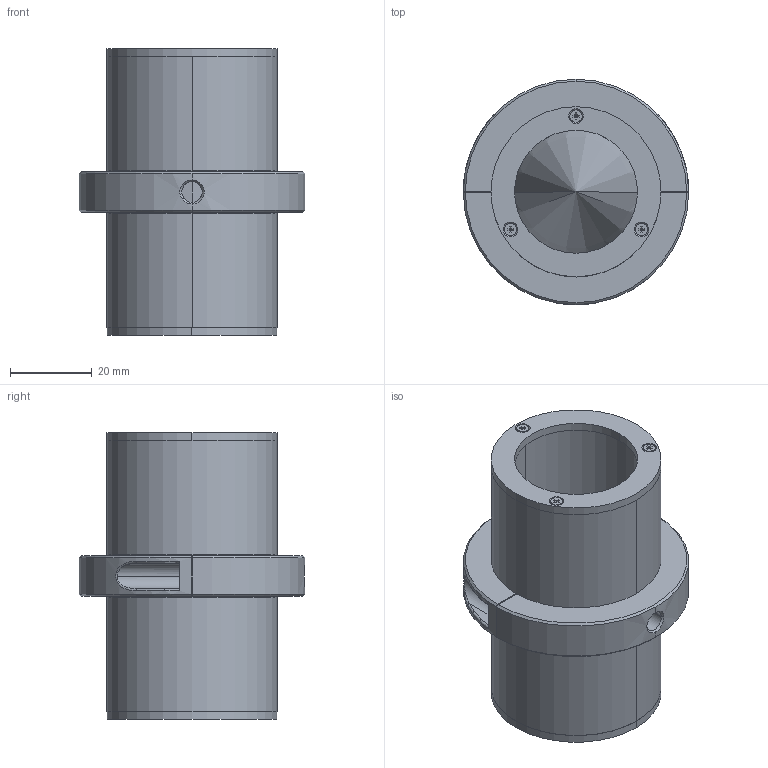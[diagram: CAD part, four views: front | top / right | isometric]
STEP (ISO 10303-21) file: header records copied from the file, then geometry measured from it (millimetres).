
FILE_DESCRIPTION (( 'STEP AP214' ), '1' );
FILE_NAME ('6839-LBD-T-30-AS01.STEP', '2019-05-20T12:22:27', ( '' ), ( '' ), 'SwSTEP 2.0', 'SolidWorks 2017', '' );
FILE_SCHEMA (( 'AUTOMOTIVE_DESIGN' ));
Length unit declared in the file: millimetre
Products named in the file (24): 6839-LBD-T-30-AS01; 6839-LBD-T-30-Tube Holder2; countersunk flat head cross recess screw_din; 6839-LBD-T-30-Tube Holder1; 6839-LBD-T-30-Ring; countersunk flat head cross recess screw_din_DIN EN ISO 7046-1 - M1.6 x 6 - Z - 6N; 6839-LBD-T-30-Back; 6839-LBD-T-30-Tube; socket countersunk head screw_din; 6839-LBD-T-30-Cone; socket countersunk head screw_din_DIN 7991 - M3 x 8 --- 8N
Assembly tree (15 placements, depth 2):
  6839-LBD-T-30-AS01
    6839-LBD-T-30-Tube
    6839-LBD-T-30-Ring
    6839-LBD-T-30-Back
    6839-LBD-T-30-Cone
    6839-LBD-T-30-Tube Holder1
    6839-LBD-T-30-Tube Holder2
    socket countersunk head screw_din_DIN 7991 - M3 x 8 --- 8N  x3
    countersunk flat head cross recess screw_din_DIN EN ISO 7046-1 - M1.6 x 6 - Z - 6N  x6
  6839-LBD-T-30-Tube Holder2
  countersunk flat head cross recess screw_din
  6839-LBD-T-30-Tube Holder1
  countersunk flat head cross recess screw_din
Bounding box: 55 x 55 x 70 mm (x, y, z)
Volume: 55040.8 mm3; surface area: 32060.9 mm2
Topology: 15 solids, 15 shells, 488 faces, 1122 edges, 644 vertices
Faces by surface type: plane 197, cone 164, cylinder 99, torus 22, bspline 6
Entity records: 9986 total; most frequent: CARTESIAN_POINT 3956, DIRECTION 1184, ORIENTED_EDGE 1032, EDGE_CURVE 516, AXIS2_PLACEMENT_3D 480, VERTEX_POINT 312, EDGE_LOOP 266, CIRCLE 236
